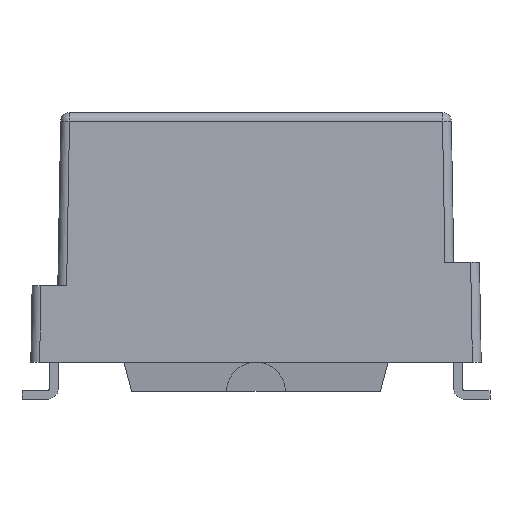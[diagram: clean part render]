
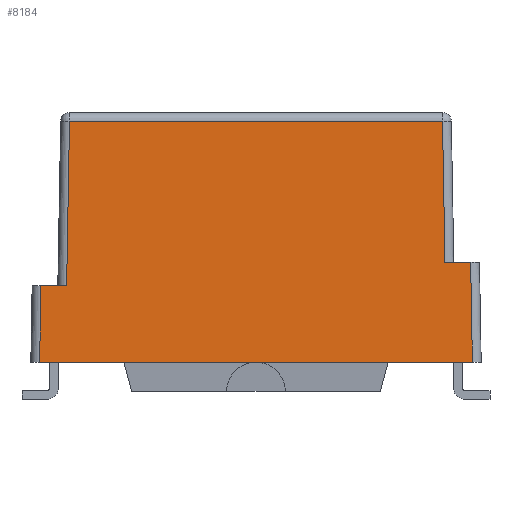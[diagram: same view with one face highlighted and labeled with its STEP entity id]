
A CAD part, left-side view. The second image highlights one B-rep face of the part: STEP entity #8184.
In plain terms, the highlighted planar face has unit normal (-1, 0, 0.018).
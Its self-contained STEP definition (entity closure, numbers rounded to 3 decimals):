
#671=ORIENTED_EDGE('',*,*,#2303,.T.);
#672=ORIENTED_EDGE('',*,*,#2349,.F.);
#673=ORIENTED_EDGE('',*,*,#2280,.T.);
#674=ORIENTED_EDGE('',*,*,#2149,.T.);
#675=ORIENTED_EDGE('',*,*,#2350,.F.);
#676=ORIENTED_EDGE('',*,*,#2329,.F.);
#677=ORIENTED_EDGE('',*,*,#2229,.T.);
#678=ORIENTED_EDGE('',*,*,#2282,.T.);
#679=ORIENTED_EDGE('',*,*,#2345,.T.);
#680=ORIENTED_EDGE('',*,*,#2317,.T.);
#681=ORIENTED_EDGE('',*,*,#2306,.T.);
#2149=EDGE_CURVE('',#3023,#3022,#3598,.T.);
#2229=EDGE_CURVE('',#3094,#3102,#3614,.T.);
#2280=EDGE_CURVE('',#3152,#3023,#3664,.T.);
#2282=EDGE_CURVE('',#3102,#3153,#3665,.T.);
#2303=EDGE_CURVE('',#3162,#3166,#3675,.T.);
#2306=EDGE_CURVE('',#3168,#3162,#3677,.T.);
#2317=EDGE_CURVE('',#3174,#3168,#3682,.T.);
#2329=EDGE_CURVE('',#3094,#3182,#3693,.T.);
#2345=EDGE_CURVE('',#3153,#3174,#3707,.T.);
#2349=EDGE_CURVE('',#3152,#3166,#3711,.T.);
#2350=EDGE_CURVE('',#3182,#3022,#3712,.T.);
#3022=VERTEX_POINT('',#10544);
#3023=VERTEX_POINT('',#10546);
#3094=VERTEX_POINT('',#10974);
#3102=VERTEX_POINT('',#10990);
#3152=VERTEX_POINT('',#11091);
#3153=VERTEX_POINT('',#11096);
#3162=VERTEX_POINT('',#11124);
#3166=VERTEX_POINT('',#11138);
#3168=VERTEX_POINT('',#11144);
#3174=VERTEX_POINT('',#11165);
#3182=VERTEX_POINT('',#11195);
#3598=LINE('',#10545,#4221);
#3614=LINE('',#10991,#4237);
#3664=LINE('',#11093,#4287);
#3665=LINE('',#11098,#4288);
#3675=LINE('',#11140,#4298);
#3677=LINE('',#11145,#4300);
#3682=LINE('',#11167,#4305);
#3693=LINE('',#11194,#4316);
#3707=LINE('',#11227,#4330);
#3711=LINE('',#11233,#4334);
#3712=LINE('',#11237,#4335);
#4221=VECTOR('',#8986,1000.);
#4237=VECTOR('',#9016,1000.);
#4287=VECTOR('',#9070,1000.);
#4288=VECTOR('',#9075,1000.);
#4298=VECTOR('',#9123,1000.);
#4300=VECTOR('',#9129,1000.);
#4305=VECTOR('',#9156,1000.);
#4316=VECTOR('',#9177,1000.);
#4330=VECTOR('',#9209,1000.);
#4334=VECTOR('',#9217,1000.);
#4335=VECTOR('',#9224,1000.);
#4862=EDGE_LOOP('',(#671,#672,#673,#674,#675,#676,#677,#678,#679,#680,#681));
#5235=FACE_BOUND('',#4862,.T.);
#5559=PLANE('',#8551);
#8184=ADVANCED_FACE('',(#5235),#5559,.T.);
#8551=AXIS2_PLACEMENT_3D('',#11236,#9222,#9223);
#8986=DIRECTION('',(0.,-1.,0.));
#9016=DIRECTION('',(0.,-1.,0.));
#9070=DIRECTION('',(-0.017,0.017,-1.));
#9075=DIRECTION('',(0.017,0.017,1.));
#9123=DIRECTION('',(-0.017,0.017,-1.));
#9129=DIRECTION('',(0.,1.,0.));
#9156=DIRECTION('',(0.017,0.017,1.));
#9177=DIRECTION('',(0.,1.,0.));
#9209=DIRECTION('',(0.,1.,0.));
#9217=DIRECTION('',(0.,-1.,0.));
#9222=DIRECTION('',(-1.,0.,0.017));
#9223=DIRECTION('',(0.017,0.,1.));
#9224=DIRECTION('',(0.,1.,0.));
#10544=CARTESIAN_POINT('',(-9.25,4.5,0.));
#10545=CARTESIAN_POINT('',(-9.25,7.67,0.));
#10546=CARTESIAN_POINT('',(-9.25,7.37,0.));
#10974=CARTESIAN_POINT('',(-9.25,-4.5,0.));
#10990=CARTESIAN_POINT('',(-9.25,-7.37,0.));
#10991=CARTESIAN_POINT('',(-9.25,7.67,0.));
#11091=CARTESIAN_POINT('',(-9.205,7.325,2.6));
#11093=CARTESIAN_POINT('',(-9.25,7.37,-0.005));
#11096=CARTESIAN_POINT('',(-9.191,-7.311,3.4));
#11098=CARTESIAN_POINT('',(-9.245,-7.365,0.262));
#11124=CARTESIAN_POINT('',(-9.107,6.352,8.205));
#11138=CARTESIAN_POINT('',(-9.205,6.45,2.6));
#11140=CARTESIAN_POINT('',(-9.25,6.496,-0.02));
#11144=CARTESIAN_POINT('',(-9.107,-6.352,8.205));
#11145=CARTESIAN_POINT('',(-9.107,6.647,8.205));
#11165=CARTESIAN_POINT('',(-9.191,-6.436,3.4));
#11167=CARTESIAN_POINT('',(-9.246,-6.491,0.247));
#11194=CARTESIAN_POINT('',(-9.25,0.,0.));
#11195=CARTESIAN_POINT('',(-9.25,0.,0.));
#11227=CARTESIAN_POINT('',(-9.191,7.67,3.4));
#11233=CARTESIAN_POINT('',(-9.205,7.67,2.6));
#11236=CARTESIAN_POINT('',(-9.25,7.67,0.));
#11237=CARTESIAN_POINT('',(-9.25,0.,0.));
